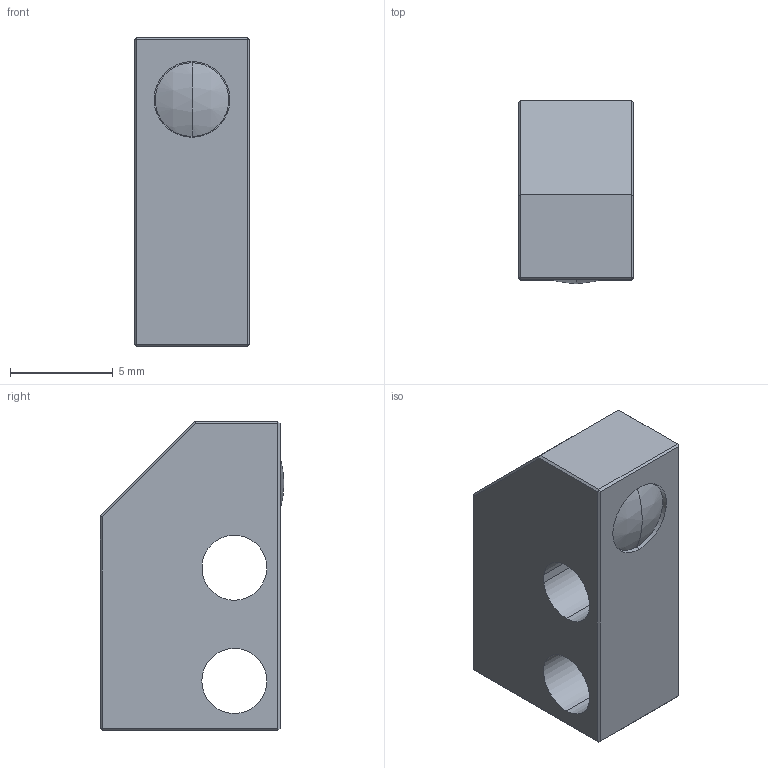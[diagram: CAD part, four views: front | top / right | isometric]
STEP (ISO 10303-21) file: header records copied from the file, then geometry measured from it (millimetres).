
FILE_DESCRIPTION (( 'STEP AP203' ), '1' );
FILE_NAME ('F-5HA.STEP', '2020-11-02T09:49:58', ( 'Win' ), ( 'Win' ), 'SwSTEP 2.0', 'SolidWorks 2013', '' );
FILE_SCHEMA (( 'CONFIG_CONTROL_DESIGN' ));
Length unit declared in the file: millimetre
Products named in the file (1): F-5HA
Bounding box: 5.6 x 8.93 x 15.04 mm (x, y, z)
Volume: 551.1 mm3; surface area: 646.2 mm2
Topology: 1 solids, 1 shells, 44 faces, 92 edges, 53 vertices
Faces by surface type: plane 29, cylinder 11, sphere 2, cone 2
Entity records: 1227 total; most frequent: DIRECTION 208, CARTESIAN_POINT 190, ORIENTED_EDGE 184, EDGE_CURVE 92, AXIS2_PLACEMENT_3D 71, LINE 66, VECTOR 66, VERTEX_POINT 53
